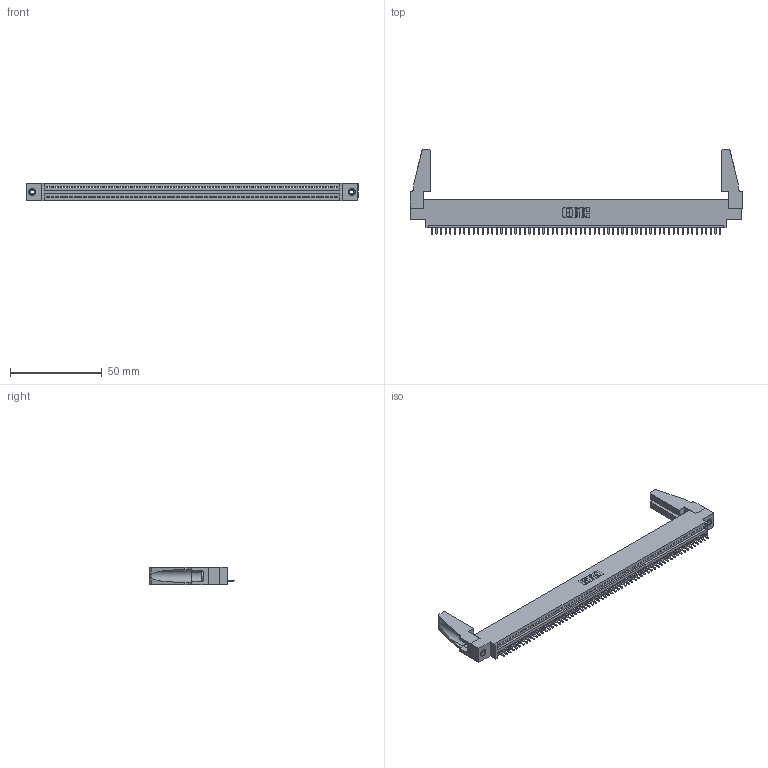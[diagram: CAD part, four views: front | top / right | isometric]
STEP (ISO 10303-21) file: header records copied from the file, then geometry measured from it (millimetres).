
FILE_DESCRIPTION (( 'STEP AP203' ), '1' );
FILE_NAME ('395-063-521-688.STEP', '2019-10-24T20:56:34', ( '' ), ( '' ), 'SwSTEP 2.0', 'SolidWorks 2016', '' );
FILE_SCHEMA (( 'CONFIG_CONTROL_DESIGN' ));
Length unit declared in the file: inch
Products named in the file (5): 345-220-078_345-220-088; 345 Part_0.170 Offset - 0.156 Dia-TH; 345-250-001_345-250-001-102; 345-292-001_345-293-121; 395-063-521-688
Assembly tree (68 placements, depth 2):
  395-063-521-688
    345 Part_0.170 Offset - 0.156 Dia-TH
    345-292-001_345-293-121  x63
    345-250-001_345-250-001-102  x2
    345-220-078_345-220-088  x2
Bounding box: 181.25 x 45.9 x 9.4 mm (x, y, z)
Volume: 20347.6 mm3; surface area: 25558.1 mm2
Topology: 68 solids, 68 shells, 3908 faces, 11755 edges, 7742 vertices
Faces by surface type: plane 2676, cylinder 1216, cone 12, torus 4
Entity records: 46886 total; most frequent: CARTESIAN_POINT 8111, ORIENTED_EDGE 8068, DIRECTION 7060, EDGE_CURVE 4034, VECTOR 3608, LINE 3608, VERTEX_POINT 2682, AXIS2_PLACEMENT_3D 1726
